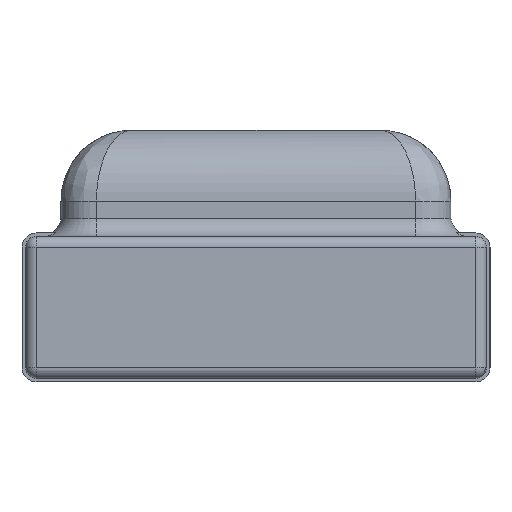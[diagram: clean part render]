
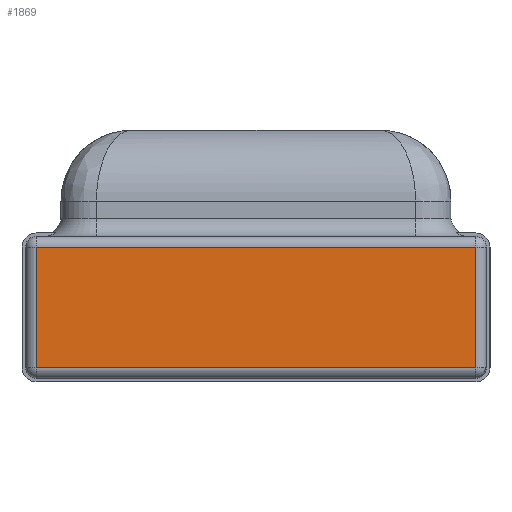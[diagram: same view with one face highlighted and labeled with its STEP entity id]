
A CAD part, left-side view. The second image highlights one B-rep face of the part: STEP entity #1869.
In plain terms, the highlighted planar face has unit normal (-1, 0, 0).
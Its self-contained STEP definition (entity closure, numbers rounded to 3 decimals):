
#274=FACE_OUTER_BOUND('',#380,.T.);
#380=EDGE_LOOP('',(#1594,#1595,#1596,#1597));
#510=LINE('',#3455,#666);
#545=LINE('',#3562,#701);
#546=LINE('',#3563,#702);
#547=LINE('',#3564,#703);
#666=VECTOR('',#2489,1000.);
#701=VECTOR('',#2602,1000.);
#702=VECTOR('',#2603,1000.);
#703=VECTOR('',#2604,1000.);
#839=VERTEX_POINT('',#3452);
#840=VERTEX_POINT('',#3454);
#872=VERTEX_POINT('',#3560);
#873=VERTEX_POINT('',#3561);
#1068=EDGE_CURVE('',#839,#840,#510,.T.);
#1121=EDGE_CURVE('',#872,#873,#545,.T.);
#1122=EDGE_CURVE('',#840,#872,#546,.T.);
#1123=EDGE_CURVE('',#873,#839,#547,.T.);
#1594=ORIENTED_EDGE('',*,*,#1121,.F.);
#1595=ORIENTED_EDGE('',*,*,#1122,.F.);
#1596=ORIENTED_EDGE('',*,*,#1068,.F.);
#1597=ORIENTED_EDGE('',*,*,#1123,.F.);
#1718=PLANE('',#2077);
#1869=ADVANCED_FACE('',(#274),#1718,.F.);
#2077=AXIS2_PLACEMENT_3D('',#3559,#2600,#2601);
#2489=DIRECTION('',(0.,-1.,0.));
#2600=DIRECTION('center_axis',(1.,0.,0.));
#2601=DIRECTION('ref_axis',(0.,1.,0.));
#2602=DIRECTION('',(0.,1.,0.));
#2603=DIRECTION('',(0.,0.,-1.));
#2604=DIRECTION('',(0.,0.,1.));
#3452=CARTESIAN_POINT('',(-1.6,0.62,0.37));
#3454=CARTESIAN_POINT('',(-1.6,-0.62,0.37));
#3455=CARTESIAN_POINT('',(-1.6,0.,0.37));
#3559=CARTESIAN_POINT('Origin',(-1.6,0.,0.4));
#3560=CARTESIAN_POINT('',(-1.6,-0.62,0.03));
#3561=CARTESIAN_POINT('',(-1.6,0.62,0.03));
#3562=CARTESIAN_POINT('',(-1.6,0.,0.03));
#3563=CARTESIAN_POINT('',(-1.6,-0.62,0.4));
#3564=CARTESIAN_POINT('',(-1.6,0.62,0.4));
